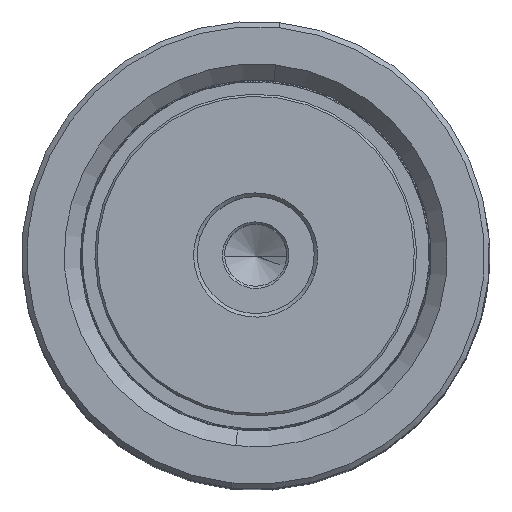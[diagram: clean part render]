
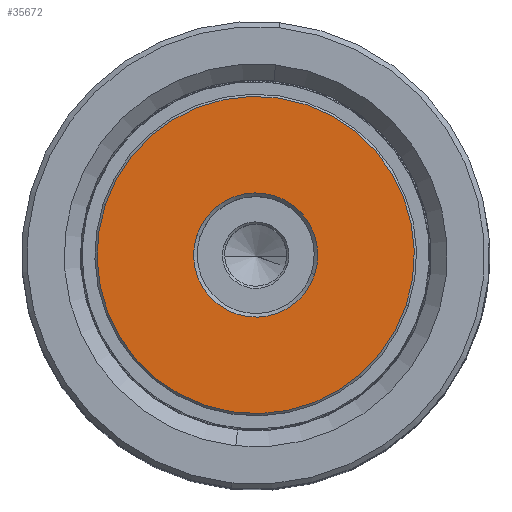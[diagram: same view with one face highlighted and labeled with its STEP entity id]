
A CAD part, top view. The second image highlights one B-rep face of the part: STEP entity #35672.
In plain terms, the highlighted face is planar.
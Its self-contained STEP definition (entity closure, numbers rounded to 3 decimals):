
#480 = DIRECTION ( 'NONE',  ( 0., 0., -1. ) ) ;
#1783 = DIRECTION ( 'NONE',  ( 1., 0., 0. ) ) ;
#3685 = EDGE_CURVE ( 'NONE', #4186, #43298, #40664, .T. ) ;
#4186 = VERTEX_POINT ( 'NONE', #43777 ) ;
#4652 = CARTESIAN_POINT ( 'NONE',  ( 0., 0., 0. ) ) ;
#5865 = AXIS2_PLACEMENT_3D ( 'NONE', #36354, #58319, #9274 ) ;
#9274 = DIRECTION ( 'NONE',  ( 1., 0., 0. ) ) ;
#10373 = CARTESIAN_POINT ( 'NONE',  ( 0., 0., 0. ) ) ;
#11287 = DIRECTION ( 'NONE',  ( 0., 0., -1. ) ) ;
#17131 = AXIS2_PLACEMENT_3D ( 'NONE', #47678, #11287, #1783 ) ;
#17790 = PLANE ( 'NONE',  #5865 ) ;
#17828 = AXIS2_PLACEMENT_3D ( 'NONE', #10373, #28176, #41811 ) ;
#18286 = ORIENTED_EDGE ( 'NONE', *, *, #3685, .T. ) ;
#22751 = EDGE_CURVE ( 'NONE', #32405, #38619, #55819, .T. ) ;
#25298 = ORIENTED_EDGE ( 'NONE', *, *, #22751, .T. ) ;
#25902 = DIRECTION ( 'NONE',  ( 0., 0., 1. ) ) ;
#28176 = DIRECTION ( 'NONE',  ( 0., 0., 1. ) ) ;
#31063 = CIRCLE ( 'NONE', #56762, 21.7 ) ;
#31212 = CARTESIAN_POINT ( 'NONE',  ( 21.7, 0., 0. ) ) ;
#32196 = FACE_BOUND ( 'NONE', #50215, .T. ) ;
#32405 = VERTEX_POINT ( 'NONE', #55253 ) ;
#34059 = CARTESIAN_POINT ( 'NONE',  ( -8.5, 0., 0. ) ) ;
#35672 = ADVANCED_FACE ( 'NONE', ( #44237, #32196 ), #17790, .F. ) ;
#36354 = CARTESIAN_POINT ( 'NONE',  ( 0., 0., 0. ) ) ;
#36755 = CIRCLE ( 'NONE', #40488, 8.5 ) ;
#38619 = VERTEX_POINT ( 'NONE', #34059 ) ;
#40488 = AXIS2_PLACEMENT_3D ( 'NONE', #48839, #25902, #57526 ) ;
#40664 = CIRCLE ( 'NONE', #17131, 21.7 ) ;
#41009 = ORIENTED_EDGE ( 'NONE', *, *, #48404, .T. ) ;
#41811 = DIRECTION ( 'NONE',  ( 1., 0., 0. ) ) ;
#43298 = VERTEX_POINT ( 'NONE', #31212 ) ;
#43777 = CARTESIAN_POINT ( 'NONE',  ( -21.7, 0., 0. ) ) ;
#44237 = FACE_OUTER_BOUND ( 'NONE', #57426, .T. ) ;
#47678 = CARTESIAN_POINT ( 'NONE',  ( 0., 0., 0. ) ) ;
#48404 = EDGE_CURVE ( 'NONE', #38619, #32405, #36755, .T. ) ;
#48839 = CARTESIAN_POINT ( 'NONE',  ( 0., 0., 0. ) ) ;
#49937 = EDGE_CURVE ( 'NONE', #43298, #4186, #31063, .T. ) ;
#50215 = EDGE_LOOP ( 'NONE', ( #41009, #25298 ) ) ;
#50691 = ORIENTED_EDGE ( 'NONE', *, *, #49937, .T. ) ;
#54273 = DIRECTION ( 'NONE',  ( 1., 0., 0. ) ) ;
#55253 = CARTESIAN_POINT ( 'NONE',  ( 8.5, 0., 0. ) ) ;
#55819 = CIRCLE ( 'NONE', #17828, 8.5 ) ;
#56762 = AXIS2_PLACEMENT_3D ( 'NONE', #4652, #480, #54273 ) ;
#57426 = EDGE_LOOP ( 'NONE', ( #50691, #18286 ) ) ;
#57526 = DIRECTION ( 'NONE',  ( 1., 0., 0. ) ) ;
#58319 = DIRECTION ( 'NONE',  ( 0., 0., 1. ) ) ;
